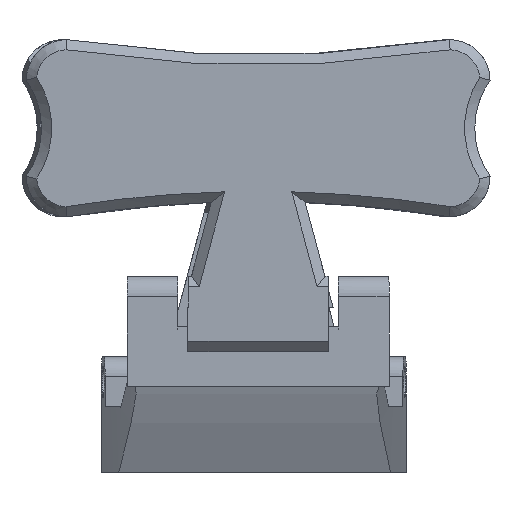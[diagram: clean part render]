
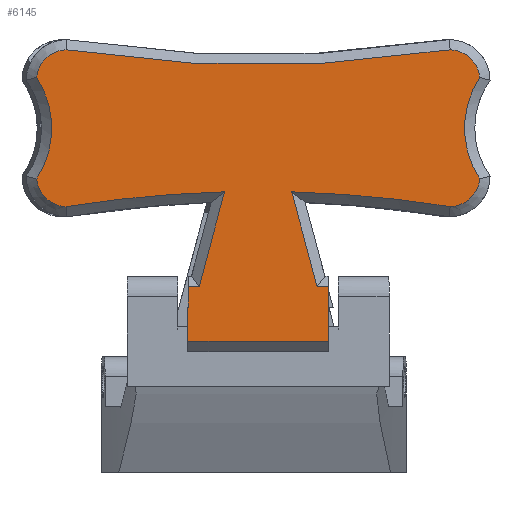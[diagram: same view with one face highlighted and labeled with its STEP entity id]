
A CAD part, left-side view. The second image highlights one B-rep face of the part: STEP entity #6145.
In plain terms, the highlighted planar face has unit normal (-1, 0, 0).
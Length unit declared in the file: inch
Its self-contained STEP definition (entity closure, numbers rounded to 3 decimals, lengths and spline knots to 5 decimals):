
#143=CIRCLE('',#6546,6.0003);
#144=CIRCLE('',#6547,0.15);
#145=CIRCLE('',#6548,0.45923);
#146=CIRCLE('',#6549,0.15);
#147=CIRCLE('',#6550,6.0003);
#148=CIRCLE('',#6551,0.15);
#149=CIRCLE('',#6552,0.45923);
#150=CIRCLE('',#6553,0.15);
#151=CIRCLE('',#6554,6.0003);
#763=FACE_OUTER_BOUND('',#1121,.T.);
#1121=EDGE_LOOP('',(#4125,#4126,#4127,#4128,#4129,#4130,#4131,#4132,#4133,
#4134,#4135,#4136,#4137,#4138,#4139,#4140,#4141,#4142));
#1513=LINE('',#8482,#1999);
#1514=LINE('',#8485,#2000);
#1523=LINE('',#8509,#2009);
#1524=LINE('',#8511,#2010);
#1525=LINE('',#8513,#2011);
#1526=LINE('',#8533,#2012);
#1527=LINE('',#8535,#2013);
#1528=LINE('',#8537,#2014);
#1529=LINE('',#8538,#2015);
#1999=VECTOR('',#7025,0.3937);
#2000=VECTOR('',#7028,0.3937);
#2009=VECTOR('',#7045,0.3937);
#2010=VECTOR('',#7046,0.3937);
#2011=VECTOR('',#7047,0.3937);
#2012=VECTOR('',#7066,0.3937);
#2013=VECTOR('',#7067,0.3937);
#2014=VECTOR('',#7068,0.3937);
#2015=VECTOR('',#7069,0.3937);
#2484=VERTEX_POINT('',#8475);
#2487=VERTEX_POINT('',#8480);
#2488=VERTEX_POINT('',#8484);
#2499=VERTEX_POINT('',#8508);
#2500=VERTEX_POINT('',#8510);
#2501=VERTEX_POINT('',#8512);
#2502=VERTEX_POINT('',#8514);
#2503=VERTEX_POINT('',#8516);
#2504=VERTEX_POINT('',#8518);
#2505=VERTEX_POINT('',#8520);
#2506=VERTEX_POINT('',#8522);
#2507=VERTEX_POINT('',#8524);
#2508=VERTEX_POINT('',#8526);
#2509=VERTEX_POINT('',#8528);
#2510=VERTEX_POINT('',#8530);
#2511=VERTEX_POINT('',#8532);
#2512=VERTEX_POINT('',#8534);
#2513=VERTEX_POINT('',#8536);
#3116=EDGE_CURVE('',#2487,#2484,#1513,.T.);
#3117=EDGE_CURVE('',#2484,#2488,#1514,.T.);
#3129=EDGE_CURVE('',#2499,#2487,#1523,.T.);
#3130=EDGE_CURVE('',#2500,#2499,#1524,.T.);
#3131=EDGE_CURVE('',#2501,#2500,#1525,.T.);
#3132=EDGE_CURVE('',#2502,#2501,#143,.T.);
#3133=EDGE_CURVE('',#2503,#2502,#144,.T.);
#3134=EDGE_CURVE('',#2504,#2503,#145,.T.);
#3135=EDGE_CURVE('',#2505,#2504,#146,.T.);
#3136=EDGE_CURVE('',#2506,#2505,#147,.T.);
#3137=EDGE_CURVE('',#2507,#2506,#148,.T.);
#3138=EDGE_CURVE('',#2508,#2507,#149,.T.);
#3139=EDGE_CURVE('',#2509,#2508,#150,.T.);
#3140=EDGE_CURVE('',#2510,#2509,#151,.T.);
#3141=EDGE_CURVE('',#2511,#2510,#1526,.T.);
#3142=EDGE_CURVE('',#2512,#2511,#1527,.T.);
#3143=EDGE_CURVE('',#2513,#2512,#1528,.T.);
#3144=EDGE_CURVE('',#2488,#2513,#1529,.T.);
#4125=ORIENTED_EDGE('',*,*,#3116,.F.);
#4126=ORIENTED_EDGE('',*,*,#3129,.F.);
#4127=ORIENTED_EDGE('',*,*,#3130,.F.);
#4128=ORIENTED_EDGE('',*,*,#3131,.F.);
#4129=ORIENTED_EDGE('',*,*,#3132,.F.);
#4130=ORIENTED_EDGE('',*,*,#3133,.F.);
#4131=ORIENTED_EDGE('',*,*,#3134,.F.);
#4132=ORIENTED_EDGE('',*,*,#3135,.F.);
#4133=ORIENTED_EDGE('',*,*,#3136,.F.);
#4134=ORIENTED_EDGE('',*,*,#3137,.F.);
#4135=ORIENTED_EDGE('',*,*,#3138,.F.);
#4136=ORIENTED_EDGE('',*,*,#3139,.F.);
#4137=ORIENTED_EDGE('',*,*,#3140,.F.);
#4138=ORIENTED_EDGE('',*,*,#3141,.F.);
#4139=ORIENTED_EDGE('',*,*,#3142,.F.);
#4140=ORIENTED_EDGE('',*,*,#3143,.F.);
#4141=ORIENTED_EDGE('',*,*,#3144,.F.);
#4142=ORIENTED_EDGE('',*,*,#3117,.F.);
#5983=PLANE('',#6545);
#6145=ADVANCED_FACE('',(#763),#5983,.T.);
#6545=AXIS2_PLACEMENT_3D('',#8507,#7043,#7044);
#6546=AXIS2_PLACEMENT_3D('',#8515,#7048,#7049);
#6547=AXIS2_PLACEMENT_3D('',#8517,#7050,#7051);
#6548=AXIS2_PLACEMENT_3D('',#8519,#7052,#7053);
#6549=AXIS2_PLACEMENT_3D('',#8521,#7054,#7055);
#6550=AXIS2_PLACEMENT_3D('',#8523,#7056,#7057);
#6551=AXIS2_PLACEMENT_3D('',#8525,#7058,#7059);
#6552=AXIS2_PLACEMENT_3D('',#8527,#7060,#7061);
#6553=AXIS2_PLACEMENT_3D('',#8529,#7062,#7063);
#6554=AXIS2_PLACEMENT_3D('',#8531,#7064,#7065);
#7025=DIRECTION('',(0.,1.,0.));
#7028=DIRECTION('',(0.,0.,1.));
#7043=DIRECTION('center_axis',(-1.,0.,0.));
#7044=DIRECTION('ref_axis',(0.,0.,1.));
#7045=DIRECTION('',(0.,0.,-1.));
#7046=DIRECTION('',(0.,-1.,0.));
#7047=DIRECTION('',(0.,-0.259,-0.966));
#7048=DIRECTION('center_axis',(-1.,0.,0.));
#7049=DIRECTION('ref_axis',(0.,-0.158,0.987));
#7050=DIRECTION('center_axis',(1.,0.,0.));
#7051=DIRECTION('ref_axis',(0.,-1.,0.));
#7052=DIRECTION('center_axis',(-1.,0.,0.));
#7053=DIRECTION('ref_axis',(0.,0.817,0.577));
#7054=DIRECTION('center_axis',(1.,0.,0.));
#7055=DIRECTION('ref_axis',(0.,0.,1.));
#7056=DIRECTION('center_axis',(-1.,0.,0.));
#7057=DIRECTION('ref_axis',(0.,0.158,-0.987));
#7058=DIRECTION('center_axis',(1.,0.,0.));
#7059=DIRECTION('ref_axis',(0.,0.,1.));
#7060=DIRECTION('center_axis',(-1.,0.,0.));
#7061=DIRECTION('ref_axis',(0.,-0.817,-0.577));
#7062=DIRECTION('center_axis',(1.,0.,0.));
#7063=DIRECTION('ref_axis',(0.,0.707,-0.707));
#7064=DIRECTION('center_axis',(-1.,0.,0.));
#7065=DIRECTION('ref_axis',(0.,-0.158,0.987));
#7066=DIRECTION('',(0.,-0.259,0.966));
#7067=DIRECTION('',(0.,-1.,0.));
#7068=DIRECTION('',(0.,0.,1.));
#7069=DIRECTION('',(0.,-1.,0.));
#8475=CARTESIAN_POINT('',(-6.25499,-5.43788,-2.07892));
#8480=CARTESIAN_POINT('',(-6.25499,-6.12888,-2.07892));
#8482=CARTESIAN_POINT('',(-6.25499,-5.61072,-2.07892));
#8484=CARTESIAN_POINT('',(-6.25499,-5.43788,-1.91073));
#8485=CARTESIAN_POINT('',(-6.25499,-5.43788,-1.66752));
#8507=CARTESIAN_POINT('Origin',(-6.25499,-5.78356,-1.36101));
#8508=CARTESIAN_POINT('',(-6.25499,-6.12888,-1.80773));
#8509=CARTESIAN_POINT('',(-6.25499,-6.12888,-1.55937));
#8510=CARTESIAN_POINT('',(-6.25499,-6.07353,-1.80773));
#8511=CARTESIAN_POINT('',(-6.25499,-5.94773,-1.80773));
#8512=CARTESIAN_POINT('',(-6.25499,-5.94891,-1.34264));
#8513=CARTESIAN_POINT('',(-6.25499,-5.96384,-1.39837));
#8514=CARTESIAN_POINT('',(-6.25499,-6.72901,-1.41532));
#8515=CARTESIAN_POINT('Origin',(-6.25499,-5.78356,-7.34066));
#8516=CARTESIAN_POINT('',(-6.25499,-6.87464,-1.27969));
#8517=CARTESIAN_POINT('Origin',(-6.25499,-6.72532,-1.26536));
#8518=CARTESIAN_POINT('',(-6.25499,-6.87464,-0.77877));
#8519=CARTESIAN_POINT('Origin',(-6.25499,-7.25955,-1.02923));
#8520=CARTESIAN_POINT('',(-6.25499,-6.72901,-0.64314));
#8521=CARTESIAN_POINT('Origin',(-6.25499,-6.72532,-0.79309));
#8522=CARTESIAN_POINT('',(-6.25499,-4.83811,-0.64314));
#8523=CARTESIAN_POINT('Origin',(-6.25499,-5.78356,5.28221));
#8524=CARTESIAN_POINT('',(-6.25499,-4.69248,-0.77877));
#8525=CARTESIAN_POINT('Origin',(-6.25499,-4.84179,-0.79309));
#8526=CARTESIAN_POINT('',(-6.25499,-4.69248,-1.27969));
#8527=CARTESIAN_POINT('Origin',(-6.25499,-4.30756,-1.02923));
#8528=CARTESIAN_POINT('',(-6.25499,-4.83811,-1.41532));
#8529=CARTESIAN_POINT('Origin',(-6.25499,-4.84179,-1.26536));
#8530=CARTESIAN_POINT('',(-6.25499,-5.61821,-1.34264));
#8531=CARTESIAN_POINT('Origin',(-6.25499,-5.78356,-7.34066));
#8532=CARTESIAN_POINT('',(-6.25499,-5.49359,-1.80773));
#8533=CARTESIAN_POINT('',(-6.25499,-5.47751,-1.86774));
#8534=CARTESIAN_POINT('',(-6.25499,-5.43823,-1.80773));
#8535=CARTESIAN_POINT('',(-6.25499,-5.5859,-1.80773));
#8536=CARTESIAN_POINT('',(-6.25499,-5.43823,-1.91073));
#8537=CARTESIAN_POINT('',(-6.25499,-5.43823,-1.68437));
#8538=CARTESIAN_POINT('',(-6.25499,-5.6109,-1.91073));
